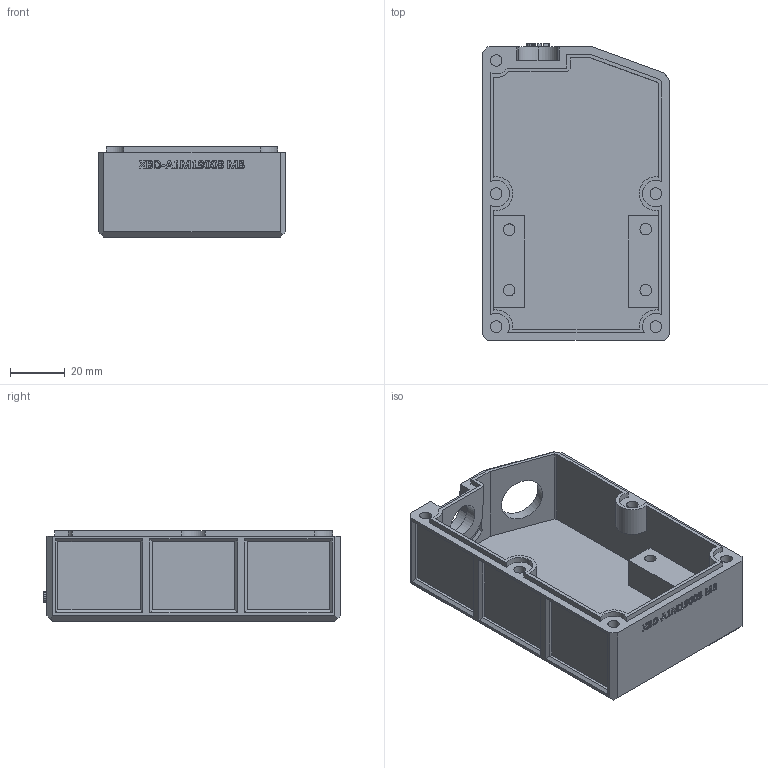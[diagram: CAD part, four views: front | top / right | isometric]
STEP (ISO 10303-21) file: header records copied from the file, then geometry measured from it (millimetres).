
FILE_DESCRIPTION(/* description */ (''),/* implementation_level */ '2;1');
FILE_NAME(/* name */ 'Bottom.step',/* time_stamp */ '2025-04-15T10:39:45-05:00',/* author */ (''),/* organization */ (''),/* preprocessor_version */ 'ST-DEVELOPER v20.1',/* originating_system */ 'Autodesk Translation Framework v14.4.0.0',/* authorisation */ '');
FILE_SCHEMA (('AUTOMOTIVE_DESIGN { 1 0 10303 214 3 1 1 }'));
Length unit declared in the file: millimetre
Products named in the file (1): 2025-04-15-10-39-45-136
Bounding box: 68.19 x 108.25 x 33 mm (x, y, z)
Volume: 67131.9 mm3; surface area: 38436.1 mm2
Topology: 1 solids, 1 shells, 1338 faces, 3584 edges, 2383 vertices
Faces by surface type: plane 702, bspline 613, cylinder 23
Full cylindrical faces by diameter (mm): 4.2 x9, 6.75 x2, 12.4 x1, 16.5 x1
Entity records: 47419 total; most frequent: CARTESIAN_POINT 18100, ORIENTED_EDGE 7168, DIRECTION 3852, EDGE_CURVE 3584, VERTEX_POINT 2383, LINE 2306, VECTOR 2306, EDGE_LOOP 1481
